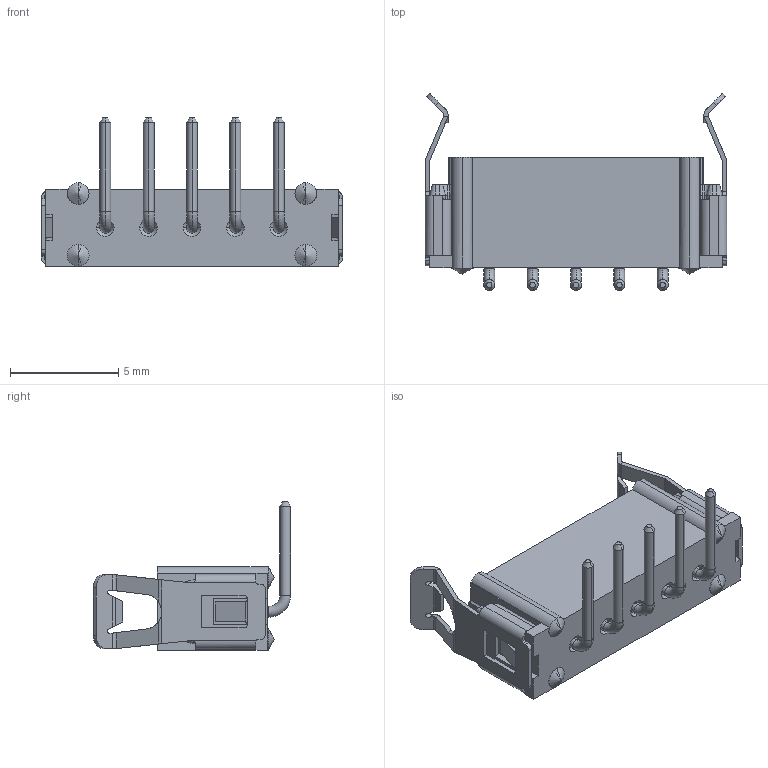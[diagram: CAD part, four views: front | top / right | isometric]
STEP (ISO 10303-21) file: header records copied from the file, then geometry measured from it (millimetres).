
FILE_DESCRIPTION((''),'2;1');
FILE_NAME('M80-842XXXX_ASM','2012-02-29T',('wbourne'),(''),'PRO/ENGINEER BY PARAMETRIC TECHNOLOGY CORPORATION, 2010280','PRO/ENGINEER BY PARAMETRIC TECHNOLOGY CORPORATION, 2010280','');
FILE_SCHEMA(('CONFIG_CONTROL_DESIGN','SHAPE_APPEARANCE_LAYERS_GROUPS'));
Length unit declared in the file: millimetre
Products named in the file (4): M80-128XX98; M80-842-PIN; M80-001; M80-842XXXX_ASM
Assembly tree (8 placements, depth 2):
  M80-842XXXX_ASM
    M80-128XX98
    M80-842-PIN  x5
    M80-001  x2
Bounding box: 13.9 x 9.1 x 6.84 mm (x, y, z)
Volume: 167.9 mm3; surface area: 588.4 mm2
Topology: 8 solids, 8 shells, 455 faces, 1156 edges, 716 vertices
Faces by surface type: plane 229, cylinder 138, cone 58, bspline 20, torus 10
Entity records: 10532 total; most frequent: CARTESIAN_POINT 1819, ORIENTED_EDGE 1358, DIRECTION 1333, PRESENTATION_STYLE_ASSIGNMENT 689, STYLED_ITEM 682, CURVE_STYLE 679, EDGE_CURVE 679, VECTOR 453
